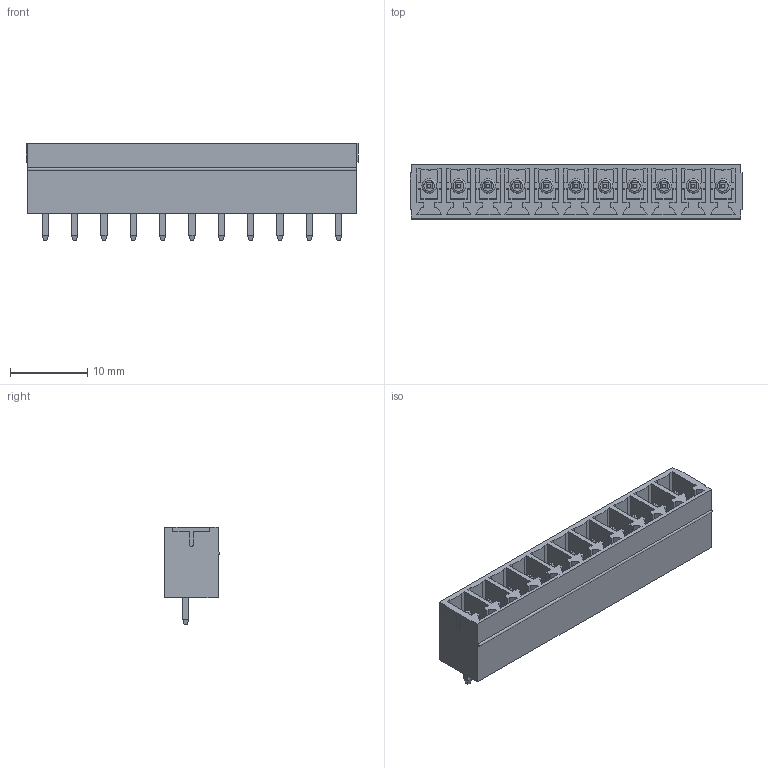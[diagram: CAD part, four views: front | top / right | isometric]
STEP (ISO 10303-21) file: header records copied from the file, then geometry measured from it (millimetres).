
FILE_DESCRIPTION( ( 'Unknown' ), '1' );
FILE_NAME( '691321300011.stp', 'Unknown', ( 'Unknown' ), ( 'Unknown' ), 'PSStep 14.0', 'Unknown', ' ' );
FILE_SCHEMA( ( 'AUTOMOTIVE_DESIGN { 1 0 10303 214 1 1 1 1 }' ) );
Length unit declared in the file: millimetre
Products named in the file (3): Assem1; 6913213000xx_PIN; 691321300011
Assembly tree (12 placements, depth 2):
  Assem1
    6913213000xx_PIN  x11
    691321300011
Bounding box: 43.1 x 7.2 x 12.7 mm (x, y, z)
Volume: 1389.5 mm3; surface area: 4119.6 mm2
Topology: 12 solids, 12 shells, 651 faces, 1738 edges, 1122 vertices
Faces by surface type: plane 604, cylinder 36, torus 11
Full cylindrical faces by diameter (mm): 1.9 x11
Entity records: 20392 total; most frequent: CARTESIAN_POINT 2900, ORIENTED_EDGE 2850, DIRECTION 2556, EDGE_CURVE 1425, LINE 1342, VECTOR 1342, VERTEX_POINT 951, AXIS2_PLACEMENT_3D 607
